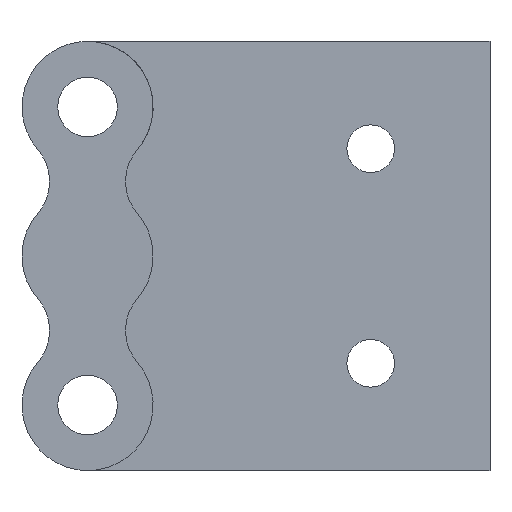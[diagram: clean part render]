
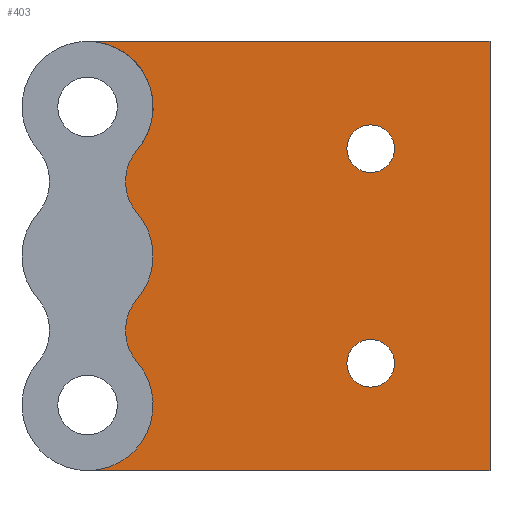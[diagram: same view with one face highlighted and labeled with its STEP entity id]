
A CAD part, left-side view. The second image highlights one B-rep face of the part: STEP entity #403.
In plain terms, the highlighted planar face has unit normal (-1, 0, 0).
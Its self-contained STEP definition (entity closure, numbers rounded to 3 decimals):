
#15 = DIRECTION ( 'NONE',  ( 1., 0., 0. ) ) ;
#45 = DIRECTION ( 'NONE',  ( 0., -1., 0. ) ) ;
#48 = VERTEX_POINT ( 'NONE', #425 ) ;
#52 = CARTESIAN_POINT ( 'NONE',  ( 0., 24., -18. ) ) ;
#77 = EDGE_LOOP ( 'NONE', ( #161, #1253, #1068, #179, #809, #1279, #988, #1302 ) ) ;
#83 = CARTESIAN_POINT ( 'NONE',  ( 0., 10., 9. ) ) ;
#109 = CARTESIAN_POINT ( 'NONE',  ( 0., 33.75, -18. ) ) ;
#118 = VERTEX_POINT ( 'NONE', #813 ) ;
#119 = CARTESIAN_POINT ( 'NONE',  ( 0., 10., -11. ) ) ;
#123 = DIRECTION ( 'NONE',  ( 0., 0., -1. ) ) ;
#142 = VERTEX_POINT ( 'NONE', #109 ) ;
#161 = ORIENTED_EDGE ( 'NONE', *, *, #1032, .T. ) ;
#179 = ORIENTED_EDGE ( 'NONE', *, *, #205, .T. ) ;
#181 = DIRECTION ( 'NONE',  ( 0., -1., 0. ) ) ;
#205 = EDGE_CURVE ( 'NONE', #1468, #207, #836, .T. ) ;
#207 = VERTEX_POINT ( 'NONE', #1256 ) ;
#227 = CARTESIAN_POINT ( 'NONE',  ( 0., 10., -9. ) ) ;
#232 = CARTESIAN_POINT ( 'NONE',  ( 0., 10., 7. ) ) ;
#245 = AXIS2_PLACEMENT_3D ( 'NONE', #648, #1421, #769 ) ;
#253 = DIRECTION ( 'NONE',  ( 0., 0., 1. ) ) ;
#260 = CARTESIAN_POINT ( 'NONE',  ( 0., 24., 18. ) ) ;
#337 = CIRCLE ( 'NONE', #1453, 5.5 ) ;
#354 = VERTEX_POINT ( 'NONE', #1428 ) ;
#374 = LINE ( 'NONE', #260, #384 ) ;
#375 = VERTEX_POINT ( 'NONE', #422 ) ;
#384 = VECTOR ( 'NONE', #45, 1000. ) ;
#394 = LINE ( 'NONE', #52, #1053 ) ;
#397 = DIRECTION ( 'NONE',  ( 0., 0., -1. ) ) ;
#403 = ADVANCED_FACE ( 'NONE', ( #628, #635, #1309 ), #870, .F. ) ;
#422 = CARTESIAN_POINT ( 'NONE',  ( 0., 29.575, 3.581 ) ) ;
#425 = CARTESIAN_POINT ( 'NONE',  ( 0., 10., -7. ) ) ;
#428 = CARTESIAN_POINT ( 'NONE',  ( 0., 29.575, -8.919 ) ) ;
#433 = CARTESIAN_POINT ( 'NONE',  ( 0., 0., 18. ) ) ;
#446 = DIRECTION ( 'NONE',  ( 0., 0., -1. ) ) ;
#462 = DIRECTION ( 'NONE',  ( 1., 0., 0. ) ) ;
#495 = CARTESIAN_POINT ( 'NONE',  ( 0., 33.75, 18. ) ) ;
#500 = EDGE_CURVE ( 'NONE', #964, #48, #1046, .T. ) ;
#518 = ORIENTED_EDGE ( 'NONE', *, *, #500, .T. ) ;
#519 = EDGE_CURVE ( 'NONE', #742, #1334, #838, .T. ) ;
#526 = EDGE_LOOP ( 'NONE', ( #804, #656 ) ) ;
#527 = CARTESIAN_POINT ( 'NONE',  ( 0., 26.463, 6.25 ) ) ;
#581 = DIRECTION ( 'NONE',  ( 1., 0., 0. ) ) ;
#623 = CIRCLE ( 'NONE', #938, 5.5 ) ;
#628 = FACE_BOUND ( 'NONE', #526, .T. ) ;
#635 = FACE_BOUND ( 'NONE', #1286, .T. ) ;
#648 = CARTESIAN_POINT ( 'NONE',  ( 0., 26.463, -6.25 ) ) ;
#656 = ORIENTED_EDGE ( 'NONE', *, *, #519, .T. ) ;
#677 = DIRECTION ( 'NONE',  ( 1., 0., 0. ) ) ;
#680 = DIRECTION ( 'NONE',  ( 1., 0., 0. ) ) ;
#724 = EDGE_CURVE ( 'NONE', #779, #142, #337, .T. ) ;
#737 = AXIS2_PLACEMENT_3D ( 'NONE', #1026, #15, #807 ) ;
#742 = VERTEX_POINT ( 'NONE', #961 ) ;
#769 = DIRECTION ( 'NONE',  ( 0., 0., -1. ) ) ;
#779 = VERTEX_POINT ( 'NONE', #428 ) ;
#783 = CARTESIAN_POINT ( 'NONE',  ( 0., 10., 9. ) ) ;
#803 = DIRECTION ( 'NONE',  ( 1., 0., 0. ) ) ;
#804 = ORIENTED_EDGE ( 'NONE', *, *, #833, .T. ) ;
#807 = DIRECTION ( 'NONE',  ( 0., 0., 1. ) ) ;
#809 = ORIENTED_EDGE ( 'NONE', *, *, #1197, .T. ) ;
#813 = CARTESIAN_POINT ( 'NONE',  ( 0., 29.575, -3.581 ) ) ;
#818 = CIRCLE ( 'NONE', #1004, 4.1 ) ;
#833 = EDGE_CURVE ( 'NONE', #1334, #742, #1355, .T. ) ;
#836 = CIRCLE ( 'NONE', #737, 5.5 ) ;
#838 = CIRCLE ( 'NONE', #906, 2. ) ;
#857 = AXIS2_PLACEMENT_3D ( 'NONE', #83, #985, #1236 ) ;
#859 = LINE ( 'NONE', #433, #1242 ) ;
#870 = PLANE ( 'NONE',  #953 ) ;
#874 = DIRECTION ( 'NONE',  ( 0., 0., -1. ) ) ;
#894 = DIRECTION ( 'NONE',  ( -1., 0., 0. ) ) ;
#906 = AXIS2_PLACEMENT_3D ( 'NONE', #783, #462, #446 ) ;
#913 = CARTESIAN_POINT ( 'NONE',  ( 0., 10., -9. ) ) ;
#938 = AXIS2_PLACEMENT_3D ( 'NONE', #1359, #803, #253 ) ;
#953 = AXIS2_PLACEMENT_3D ( 'NONE', #1300, #969, #397 ) ;
#961 = CARTESIAN_POINT ( 'NONE',  ( 0., 10., 11. ) ) ;
#964 = VERTEX_POINT ( 'NONE', #119 ) ;
#969 = DIRECTION ( 'NONE',  ( 1., 0., 0. ) ) ;
#985 = DIRECTION ( 'NONE',  ( 1., 0., 0. ) ) ;
#988 = ORIENTED_EDGE ( 'NONE', *, *, #1175, .T. ) ;
#1004 = AXIS2_PLACEMENT_3D ( 'NONE', #527, #894, #1316 ) ;
#1026 = CARTESIAN_POINT ( 'NONE',  ( 0., 33.75, 12.5 ) ) ;
#1032 = EDGE_CURVE ( 'NONE', #142, #1190, #394, .T. ) ;
#1037 = DIRECTION ( 'NONE',  ( 0., 0., 1. ) ) ;
#1046 = CIRCLE ( 'NONE', #1238, 2. ) ;
#1053 = VECTOR ( 'NONE', #181, 1000. ) ;
#1068 = ORIENTED_EDGE ( 'NONE', *, *, #1158, .F. ) ;
#1074 = CIRCLE ( 'NONE', #1403, 2. ) ;
#1158 = EDGE_CURVE ( 'NONE', #1468, #354, #374, .T. ) ;
#1175 = EDGE_CURVE ( 'NONE', #118, #779, #1217, .T. ) ;
#1190 = VERTEX_POINT ( 'NONE', #1446 ) ;
#1194 = CARTESIAN_POINT ( 'NONE',  ( 0., 33.75, -12.5 ) ) ;
#1197 = EDGE_CURVE ( 'NONE', #207, #375, #818, .T. ) ;
#1217 = CIRCLE ( 'NONE', #245, 4.1 ) ;
#1224 = EDGE_CURVE ( 'NONE', #354, #1190, #859, .T. ) ;
#1236 = DIRECTION ( 'NONE',  ( 0., 0., -1. ) ) ;
#1238 = AXIS2_PLACEMENT_3D ( 'NONE', #913, #677, #1362 ) ;
#1242 = VECTOR ( 'NONE', #874, 1000. ) ;
#1253 = ORIENTED_EDGE ( 'NONE', *, *, #1224, .F. ) ;
#1256 = CARTESIAN_POINT ( 'NONE',  ( 0., 29.575, 8.919 ) ) ;
#1279 = ORIENTED_EDGE ( 'NONE', *, *, #1397, .T. ) ;
#1286 = EDGE_LOOP ( 'NONE', ( #518, #1413 ) ) ;
#1300 = CARTESIAN_POINT ( 'NONE',  ( 0., 24., 18. ) ) ;
#1302 = ORIENTED_EDGE ( 'NONE', *, *, #724, .T. ) ;
#1309 = FACE_OUTER_BOUND ( 'NONE', #77, .T. ) ;
#1316 = DIRECTION ( 'NONE',  ( 0., 0., -1. ) ) ;
#1334 = VERTEX_POINT ( 'NONE', #232 ) ;
#1355 = CIRCLE ( 'NONE', #857, 2. ) ;
#1359 = CARTESIAN_POINT ( 'NONE',  ( 0., 33.75, 0. ) ) ;
#1362 = DIRECTION ( 'NONE',  ( 0., 0., -1. ) ) ;
#1390 = EDGE_CURVE ( 'NONE', #48, #964, #1074, .T. ) ;
#1397 = EDGE_CURVE ( 'NONE', #375, #118, #623, .T. ) ;
#1403 = AXIS2_PLACEMENT_3D ( 'NONE', #227, #680, #123 ) ;
#1413 = ORIENTED_EDGE ( 'NONE', *, *, #1390, .T. ) ;
#1421 = DIRECTION ( 'NONE',  ( -1., 0., 0. ) ) ;
#1428 = CARTESIAN_POINT ( 'NONE',  ( 0., 0., 18. ) ) ;
#1446 = CARTESIAN_POINT ( 'NONE',  ( 0., 0., -18. ) ) ;
#1453 = AXIS2_PLACEMENT_3D ( 'NONE', #1194, #581, #1037 ) ;
#1468 = VERTEX_POINT ( 'NONE', #495 ) ;
